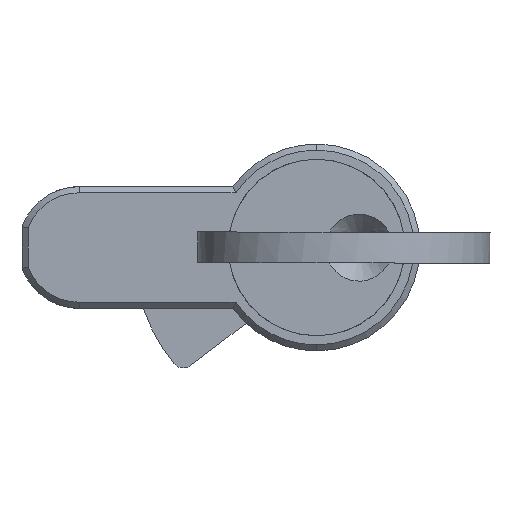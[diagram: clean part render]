
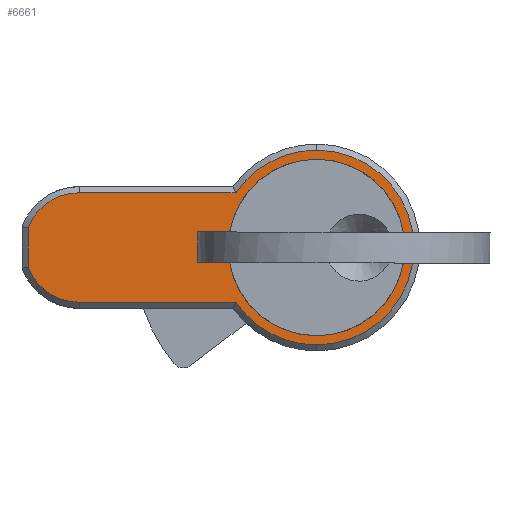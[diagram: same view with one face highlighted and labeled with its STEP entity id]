
A CAD part, left-side view. The second image highlights one B-rep face of the part: STEP entity #6661.
In plain terms, the highlighted planar face has unit normal (-1, 0, 0).
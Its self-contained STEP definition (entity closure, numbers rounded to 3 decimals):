
#75 = CIRCLE ( 'NONE', #6165, 4.5 ) ;
#314 = CARTESIAN_POINT ( 'NONE',  ( 0., 19.5, 4.5 ) ) ;
#328 = DIRECTION ( 'NONE',  ( 0., 0., 1. ) ) ;
#374 = CIRCLE ( 'NONE', #8007, 7.25 ) ;
#440 = DIRECTION ( 'NONE',  ( -1., 0., 0. ) ) ;
#667 = EDGE_CURVE ( 'NONE', #2823, #1901, #2667, .T. ) ;
#1064 = DIRECTION ( 'NONE',  ( 1., 0., 0. ) ) ;
#1152 = CARTESIAN_POINT ( 'NONE',  ( 0., 19.5, -4.5 ) ) ;
#1214 = CIRCLE ( 'NONE', #5984, 8. ) ;
#1279 = ORIENTED_EDGE ( 'NONE', *, *, #4371, .F. ) ;
#1298 = LINE ( 'NONE', #3510, #7550 ) ;
#1520 = VECTOR ( 'NONE', #328, 1000. ) ;
#1580 = CARTESIAN_POINT ( 'NONE',  ( 0., 0., -7.25 ) ) ;
#1616 = ORIENTED_EDGE ( 'NONE', *, *, #6653, .F. ) ;
#1715 = PLANE ( 'NONE',  #7225 ) ;
#1749 = CARTESIAN_POINT ( 'NONE',  ( 0., 0., 0. ) ) ;
#1861 = EDGE_CURVE ( 'NONE', #7746, #2588, #374, .T. ) ;
#1901 = VERTEX_POINT ( 'NONE', #314 ) ;
#2226 = ORIENTED_EDGE ( 'NONE', *, *, #4244, .F. ) ;
#2445 = EDGE_CURVE ( 'NONE', #1901, #4042, #1298, .T. ) ;
#2466 = DIRECTION ( 'NONE',  ( 0., 0., 1. ) ) ;
#2531 = CARTESIAN_POINT ( 'NONE',  ( 0., 6.614, 4.5 ) ) ;
#2588 = VERTEX_POINT ( 'NONE', #1580 ) ;
#2632 = DIRECTION ( 'NONE',  ( 1., 0., 0. ) ) ;
#2667 = CIRCLE ( 'NONE', #5268, 4.5 ) ;
#2823 = VERTEX_POINT ( 'NONE', #3187 ) ;
#2979 = DIRECTION ( 'NONE',  ( 1., 0., 0. ) ) ;
#3010 = CARTESIAN_POINT ( 'NONE',  ( 0., 0., 0. ) ) ;
#3014 = CARTESIAN_POINT ( 'NONE',  ( 0., 0., -8. ) ) ;
#3038 = ORIENTED_EDGE ( 'NONE', *, *, #667, .F. ) ;
#3045 = DIRECTION ( 'NONE',  ( 0., 0., -1. ) ) ;
#3061 = EDGE_LOOP ( 'NONE', ( #1279, #3686, #3038, #4256, #8389, #4698, #2226, #5553 ) ) ;
#3079 = AXIS2_PLACEMENT_3D ( 'NONE', #3010, #2979, #3045 ) ;
#3105 = EDGE_CURVE ( 'NONE', #7823, #5114, #4941, .T. ) ;
#3146 = FACE_BOUND ( 'NONE', #7290, .T. ) ;
#3186 = CARTESIAN_POINT ( 'NONE',  ( 0., 23.7, 0. ) ) ;
#3187 = CARTESIAN_POINT ( 'NONE',  ( 0., 23.7, 1.616 ) ) ;
#3415 = EDGE_CURVE ( 'NONE', #5114, #7395, #75, .T. ) ;
#3435 = DIRECTION ( 'NONE',  ( 0., 0., -1. ) ) ;
#3439 = LINE ( 'NONE', #3186, #1520 ) ;
#3510 = CARTESIAN_POINT ( 'NONE',  ( 0., 0., 4.5 ) ) ;
#3686 = ORIENTED_EDGE ( 'NONE', *, *, #2445, .F. ) ;
#3716 = DIRECTION ( 'NONE',  ( 0., -1., 0. ) ) ;
#3847 = DIRECTION ( 'NONE',  ( 0., 0., -1. ) ) ;
#3887 = AXIS2_PLACEMENT_3D ( 'NONE', #1749, #6743, #2466 ) ;
#3893 = DIRECTION ( 'NONE',  ( 1., 0., 0. ) ) ;
#4042 = VERTEX_POINT ( 'NONE', #2531 ) ;
#4045 = CARTESIAN_POINT ( 'NONE',  ( 0., 19.5, 0. ) ) ;
#4137 = EDGE_CURVE ( 'NONE', #4922, #4282, #6811, .T. ) ;
#4244 = EDGE_CURVE ( 'NONE', #4282, #7823, #1214, .T. ) ;
#4256 = ORIENTED_EDGE ( 'NONE', *, *, #7727, .F. ) ;
#4282 = VERTEX_POINT ( 'NONE', #3014 ) ;
#4371 = EDGE_CURVE ( 'NONE', #4042, #4922, #8907, .T. ) ;
#4456 = DIRECTION ( 'NONE',  ( 1., 0., 0. ) ) ;
#4483 = CARTESIAN_POINT ( 'NONE',  ( 0., 0., 0. ) ) ;
#4535 = DIRECTION ( 'NONE',  ( 0., 0., 1. ) ) ;
#4698 = ORIENTED_EDGE ( 'NONE', *, *, #3105, .F. ) ;
#4806 = DIRECTION ( 'NONE',  ( 0., 1., 0. ) ) ;
#4816 = CIRCLE ( 'NONE', #3887, 7.25 ) ;
#4922 = VERTEX_POINT ( 'NONE', #6742 ) ;
#4936 = CARTESIAN_POINT ( 'NONE',  ( 0., 0., -4.5 ) ) ;
#4941 = LINE ( 'NONE', #4936, #7073 ) ;
#5114 = VERTEX_POINT ( 'NONE', #1152 ) ;
#5165 = DIRECTION ( 'NONE',  ( 0., 0., -1. ) ) ;
#5196 = DIRECTION ( 'NONE',  ( 1., 0., 0. ) ) ;
#5254 = CARTESIAN_POINT ( 'NONE',  ( 0., 0., 0. ) ) ;
#5268 = AXIS2_PLACEMENT_3D ( 'NONE', #8851, #2632, #5280 ) ;
#5280 = DIRECTION ( 'NONE',  ( 0., 0., -1. ) ) ;
#5327 = CARTESIAN_POINT ( 'NONE',  ( 0., 0., 0. ) ) ;
#5374 = CARTESIAN_POINT ( 'NONE',  ( 0., 6.614, -4.5 ) ) ;
#5553 = ORIENTED_EDGE ( 'NONE', *, *, #4137, .F. ) ;
#5984 = AXIS2_PLACEMENT_3D ( 'NONE', #5254, #5196, #5165 ) ;
#6047 = DIRECTION ( 'NONE',  ( 0., 0., -1. ) ) ;
#6165 = AXIS2_PLACEMENT_3D ( 'NONE', #4045, #3893, #3435 ) ;
#6497 = FACE_OUTER_BOUND ( 'NONE', #3061, .T. ) ;
#6653 = EDGE_CURVE ( 'NONE', #2588, #7746, #4816, .T. ) ;
#6661 = ADVANCED_FACE ( 'NONE', ( #3146, #6497 ), #1715, .F. ) ;
#6742 = CARTESIAN_POINT ( 'NONE',  ( 0., 0., 8. ) ) ;
#6743 = DIRECTION ( 'NONE',  ( -1., 0., 0. ) ) ;
#6772 = CARTESIAN_POINT ( 'NONE',  ( 0., 0., 7.25 ) ) ;
#6811 = CIRCLE ( 'NONE', #7129, 8. ) ;
#7073 = VECTOR ( 'NONE', #4806, 1000. ) ;
#7129 = AXIS2_PLACEMENT_3D ( 'NONE', #4483, #4456, #3847 ) ;
#7225 = AXIS2_PLACEMENT_3D ( 'NONE', #5327, #1064, #6047 ) ;
#7290 = EDGE_LOOP ( 'NONE', ( #8168, #1616 ) ) ;
#7395 = VERTEX_POINT ( 'NONE', #9183 ) ;
#7550 = VECTOR ( 'NONE', #3716, 1000. ) ;
#7727 = EDGE_CURVE ( 'NONE', #7395, #2823, #3439, .T. ) ;
#7746 = VERTEX_POINT ( 'NONE', #6772 ) ;
#7823 = VERTEX_POINT ( 'NONE', #5374 ) ;
#8007 = AXIS2_PLACEMENT_3D ( 'NONE', #8847, #440, #4535 ) ;
#8168 = ORIENTED_EDGE ( 'NONE', *, *, #1861, .F. ) ;
#8389 = ORIENTED_EDGE ( 'NONE', *, *, #3415, .F. ) ;
#8847 = CARTESIAN_POINT ( 'NONE',  ( 0., 0., 0. ) ) ;
#8851 = CARTESIAN_POINT ( 'NONE',  ( 0., 19.5, 0. ) ) ;
#8907 = CIRCLE ( 'NONE', #3079, 8. ) ;
#9183 = CARTESIAN_POINT ( 'NONE',  ( 0., 23.7, -1.616 ) ) ;
